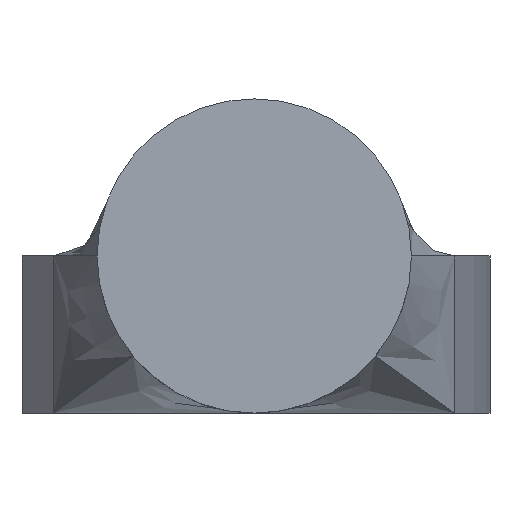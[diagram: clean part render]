
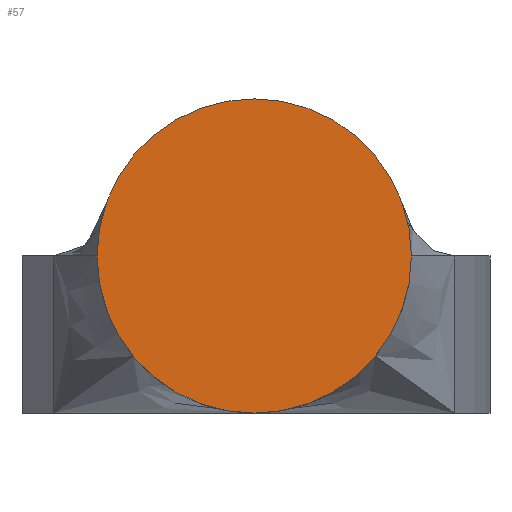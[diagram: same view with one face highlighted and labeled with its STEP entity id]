
A CAD part, front view. The second image highlights one B-rep face of the part: STEP entity #57.
In plain terms, the highlighted planar face has unit normal (0, -1, 0).
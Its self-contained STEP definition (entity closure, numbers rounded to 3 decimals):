
#2 = DIRECTION ( 'NONE',  ( 0., 0., 1. ) ) ;
#10 = EDGE_CURVE ( 'NONE', #514, #367, #138, .T. ) ;
#52 = ORIENTED_EDGE ( 'NONE', *, *, #312, .T. ) ;
#53 = CARTESIAN_POINT ( 'NONE',  ( 0., -1200., 4. ) ) ;
#55 = CARTESIAN_POINT ( 'NONE',  ( 0., -1200., 0. ) ) ;
#57 = ADVANCED_FACE ( 'NONE', ( #94 ), #524, .F. ) ;
#94 = FACE_OUTER_BOUND ( 'NONE', #499, .T. ) ;
#129 = CIRCLE ( 'NONE', #142, 4. ) ;
#138 = CIRCLE ( 'NONE', #626, 4. ) ;
#142 = AXIS2_PLACEMENT_3D ( 'NONE', #293, #458, #292 ) ;
#187 = ORIENTED_EDGE ( 'NONE', *, *, #10, .T. ) ;
#254 = DIRECTION ( 'NONE',  ( 0., -1., 0. ) ) ;
#264 = CARTESIAN_POINT ( 'NONE',  ( 0., -1200., 0. ) ) ;
#292 = DIRECTION ( 'NONE',  ( 0., 0., 1. ) ) ;
#293 = CARTESIAN_POINT ( 'NONE',  ( 0., -1200., 0. ) ) ;
#312 = EDGE_CURVE ( 'NONE', #367, #514, #129, .T. ) ;
#313 = DIRECTION ( 'NONE',  ( 0., 0., 1. ) ) ;
#367 = VERTEX_POINT ( 'NONE', #563 ) ;
#413 = AXIS2_PLACEMENT_3D ( 'NONE', #264, #421, #2 ) ;
#421 = DIRECTION ( 'NONE',  ( 0., 1., 0. ) ) ;
#458 = DIRECTION ( 'NONE',  ( 0., -1., 0. ) ) ;
#499 = EDGE_LOOP ( 'NONE', ( #187, #52 ) ) ;
#514 = VERTEX_POINT ( 'NONE', #53 ) ;
#524 = PLANE ( 'NONE',  #413 ) ;
#563 = CARTESIAN_POINT ( 'NONE',  ( 0., -1200., -4. ) ) ;
#626 = AXIS2_PLACEMENT_3D ( 'NONE', #55, #254, #313 ) ;
